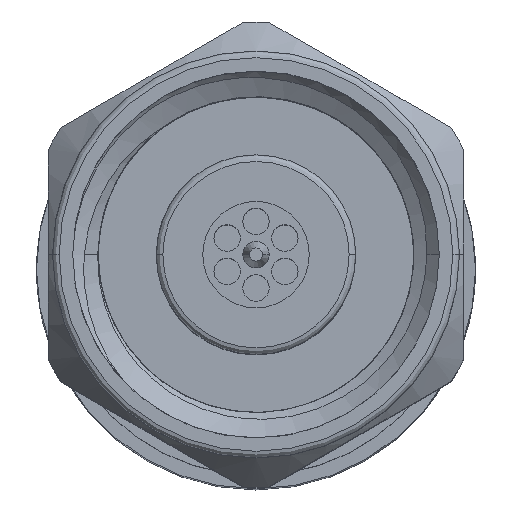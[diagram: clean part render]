
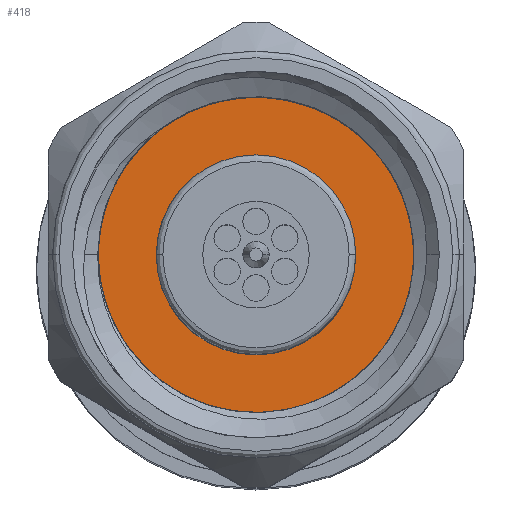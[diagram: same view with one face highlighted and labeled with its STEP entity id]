
A CAD part, top view. The second image highlights one B-rep face of the part: STEP entity #418.
In plain terms, the highlighted face is planar.
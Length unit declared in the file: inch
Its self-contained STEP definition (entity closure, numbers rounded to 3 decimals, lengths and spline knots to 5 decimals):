
#76 = DIRECTION ( 'NONE',  ( 0., 0., 1. ) ) ;
#418 = ADVANCED_FACE ( 'NONE', ( #9193 ), #6622, .T. ) ;
#1811 = DIRECTION ( 'NONE',  ( -1., 0., 0. ) ) ;
#1946 = DIRECTION ( 'NONE',  ( -1., 0., 0. ) ) ;
#2514 = ORIENTED_EDGE ( 'NONE', *, *, #7200, .T. ) ;
#2710 = AXIS2_PLACEMENT_3D ( 'NONE', #4101, #4962, #4795 ) ;
#2827 = CARTESIAN_POINT ( 'NONE',  ( 0.3, 0., 0.1378 ) ) ;
#2861 = CIRCLE ( 'NONE', #9330, 0.1378 ) ;
#3095 = ORIENTED_EDGE ( 'NONE', *, *, #7905, .T. ) ;
#3509 = CARTESIAN_POINT ( 'NONE',  ( 0.3, 0., 0. ) ) ;
#3717 = AXIS2_PLACEMENT_3D ( 'NONE', #3509, #1946, #8890 ) ;
#3915 = EDGE_LOOP ( 'NONE', ( #3095, #2514 ) ) ;
#4101 = CARTESIAN_POINT ( 'NONE',  ( 0.3, 0., 0. ) ) ;
#4364 = CARTESIAN_POINT ( 'NONE',  ( 0.3, 0., 0. ) ) ;
#4795 = DIRECTION ( 'NONE',  ( 0., 0., 1. ) ) ;
#4962 = DIRECTION ( 'NONE',  ( -1., 0., 0. ) ) ;
#5716 = CARTESIAN_POINT ( 'NONE',  ( 0.3, 0., -0.1378 ) ) ;
#5744 = VERTEX_POINT ( 'NONE', #5716 ) ;
#5921 = CIRCLE ( 'NONE', #3717, 0.1378 ) ;
#6622 = PLANE ( 'NONE',  #2710 ) ;
#7200 = EDGE_CURVE ( 'NONE', #5744, #7497, #2861, .T. ) ;
#7497 = VERTEX_POINT ( 'NONE', #2827 ) ;
#7905 = EDGE_CURVE ( 'NONE', #7497, #5744, #5921, .T. ) ;
#8890 = DIRECTION ( 'NONE',  ( 0., 0., 1. ) ) ;
#9193 = FACE_OUTER_BOUND ( 'NONE', #3915, .T. ) ;
#9330 = AXIS2_PLACEMENT_3D ( 'NONE', #4364, #1811, #76 ) ;
